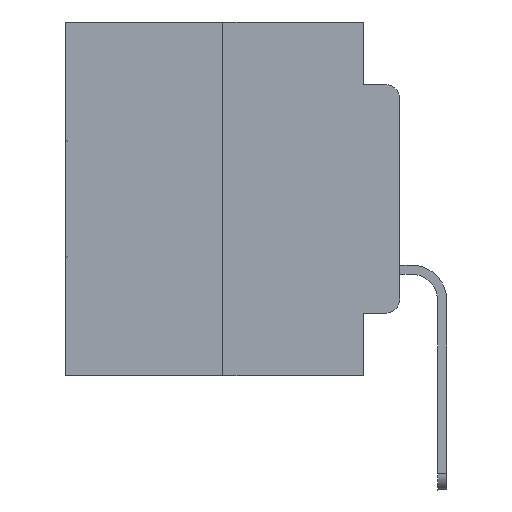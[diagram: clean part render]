
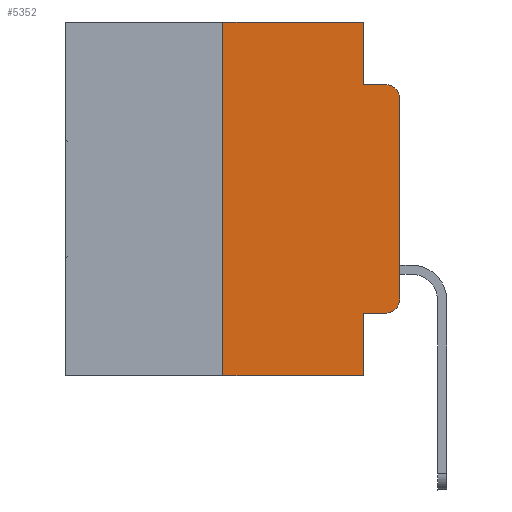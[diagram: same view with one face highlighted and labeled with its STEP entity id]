
A CAD part, left-side view. The second image highlights one B-rep face of the part: STEP entity #5352.
In plain terms, the highlighted planar face has unit normal (-1, 0, 0).
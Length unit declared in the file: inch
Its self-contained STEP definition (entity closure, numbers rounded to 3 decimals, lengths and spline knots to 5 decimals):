
#137 = VERTEX_POINT ( 'NONE', #15730 ) ;
#518 = DIRECTION ( 'NONE',  ( 0., 0., -1. ) ) ;
#1407 = EDGE_CURVE ( 'NONE', #137, #7574, #14353, .T. ) ;
#1658 = CARTESIAN_POINT ( 'NONE',  ( 0., 0., -0.1085 ) ) ;
#1661 = DIRECTION ( 'NONE',  ( 0., -1., 0. ) ) ;
#2023 = CARTESIAN_POINT ( 'NONE',  ( 0., 0.051, -0.4115 ) ) ;
#2379 = EDGE_CURVE ( 'NONE', #7474, #11417, #28003, .T. ) ;
#2458 = CARTESIAN_POINT ( 'NONE',  ( 0., 0., 0. ) ) ;
#2704 = ORIENTED_EDGE ( 'NONE', *, *, #2379, .T. ) ;
#3088 = CARTESIAN_POINT ( 'NONE',  ( 0., 0.02, -0.3915 ) ) ;
#3529 = CARTESIAN_POINT ( 'NONE',  ( 0., 0., -0.3915 ) ) ;
#3830 = CARTESIAN_POINT ( 'NONE',  ( 0., 0.473, 0. ) ) ;
#3903 = CIRCLE ( 'NONE', #20821, 0.02 ) ;
#4325 = EDGE_CURVE ( 'NONE', #11995, #25730, #3903, .T. ) ;
#4449 = AXIS2_PLACEMENT_3D ( 'NONE', #7033, #21274, #21577 ) ;
#4610 = ORIENTED_EDGE ( 'NONE', *, *, #8789, .T. ) ;
#4776 = DIRECTION ( 'NONE',  ( 0., -1., 0. ) ) ;
#4936 = CARTESIAN_POINT ( 'NONE',  ( 0., 0.02, -0.1085 ) ) ;
#5352 = ADVANCED_FACE ( 'NONE', ( #25542 ), #10037, .F. ) ;
#5416 = VECTOR ( 'NONE', #16627, 39.37008 ) ;
#5843 = CARTESIAN_POINT ( 'NONE',  ( 0., 0.25, 0. ) ) ;
#6055 = VECTOR ( 'NONE', #1661, 39.37008 ) ;
#7033 = CARTESIAN_POINT ( 'NONE',  ( 0., 0.473, 0. ) ) ;
#7474 = VERTEX_POINT ( 'NONE', #1658 ) ;
#7574 = VERTEX_POINT ( 'NONE', #13434 ) ;
#8246 = CARTESIAN_POINT ( 'NONE',  ( 0., 0.02, -0.4115 ) ) ;
#8789 = EDGE_CURVE ( 'NONE', #18664, #27460, #27262, .T. ) ;
#8946 = CARTESIAN_POINT ( 'NONE',  ( 0., 0.02, -0.0885 ) ) ;
#9049 = CARTESIAN_POINT ( 'NONE',  ( 0., 0.25, 0. ) ) ;
#9054 = ORIENTED_EDGE ( 'NONE', *, *, #28300, .F. ) ;
#9526 = ORIENTED_EDGE ( 'NONE', *, *, #25984, .F. ) ;
#9736 = EDGE_CURVE ( 'NONE', #25730, #7474, #25809, .T. ) ;
#10037 = PLANE ( 'NONE',  #4449 ) ;
#10376 = DIRECTION ( 'NONE',  ( 0., -1., 0. ) ) ;
#10434 = VECTOR ( 'NONE', #11673, 39.37008 ) ;
#11417 = VERTEX_POINT ( 'NONE', #8946 ) ;
#11673 = DIRECTION ( 'NONE',  ( 0., 0., 1. ) ) ;
#11995 = VERTEX_POINT ( 'NONE', #8246 ) ;
#13024 = DIRECTION ( 'NONE',  ( 0., -1., 0. ) ) ;
#13177 = LINE ( 'NONE', #3830, #17015 ) ;
#13434 = CARTESIAN_POINT ( 'NONE',  ( 0., 0.051, -0.0885 ) ) ;
#14353 = LINE ( 'NONE', #28341, #5416 ) ;
#14927 = CARTESIAN_POINT ( 'NONE',  ( 0., 0.051, -0.0885 ) ) ;
#15303 = EDGE_CURVE ( 'NONE', #7574, #11417, #28463, .T. ) ;
#15573 = DIRECTION ( 'NONE',  ( 0., 0., 1. ) ) ;
#15730 = CARTESIAN_POINT ( 'NONE',  ( 0., 0.051, 0. ) ) ;
#16627 = DIRECTION ( 'NONE',  ( 0., 0., -1. ) ) ;
#17015 = VECTOR ( 'NONE', #13024, 39.37008 ) ;
#17051 = VERTEX_POINT ( 'NONE', #2023 ) ;
#17054 = VECTOR ( 'NONE', #15573, 39.37008 ) ;
#17241 = ORIENTED_EDGE ( 'NONE', *, *, #4325, .T. ) ;
#17397 = VECTOR ( 'NONE', #518, 39.37008 ) ;
#18305 = LINE ( 'NONE', #9049, #17054 ) ;
#18664 = VERTEX_POINT ( 'NONE', #21523 ) ;
#19699 = VERTEX_POINT ( 'NONE', #5843 ) ;
#20586 = CARTESIAN_POINT ( 'NONE',  ( 0., 0.473, -0.5 ) ) ;
#20821 = AXIS2_PLACEMENT_3D ( 'NONE', #3088, #26736, #28875 ) ;
#21274 = DIRECTION ( 'NONE',  ( 1., 0., 0. ) ) ;
#21278 = LINE ( 'NONE', #28110, #17397 ) ;
#21523 = CARTESIAN_POINT ( 'NONE',  ( 0., 0.25, -0.5 ) ) ;
#21577 = DIRECTION ( 'NONE',  ( 0., 0., -1. ) ) ;
#22181 = AXIS2_PLACEMENT_3D ( 'NONE', #4936, #28448, #23265 ) ;
#22775 = VECTOR ( 'NONE', #4776, 39.37008 ) ;
#23247 = CARTESIAN_POINT ( 'NONE',  ( 0., 0.051, -0.4115 ) ) ;
#23265 = DIRECTION ( 'NONE',  ( 0., 0., -1. ) ) ;
#23499 = ORIENTED_EDGE ( 'NONE', *, *, #1407, .F. ) ;
#23529 = ORIENTED_EDGE ( 'NONE', *, *, #15303, .F. ) ;
#24000 = EDGE_CURVE ( 'NONE', #17051, #27460, #21278, .T. ) ;
#24339 = VECTOR ( 'NONE', #10376, 39.37008 ) ;
#24775 = CARTESIAN_POINT ( 'NONE',  ( 0., 0.051, -0.5 ) ) ;
#25101 = ORIENTED_EDGE ( 'NONE', *, *, #9736, .T. ) ;
#25240 = EDGE_CURVE ( 'NONE', #17051, #11995, #28431, .T. ) ;
#25542 = FACE_OUTER_BOUND ( 'NONE', #25548, .T. ) ;
#25548 = EDGE_LOOP ( 'NONE', ( #25101, #2704, #23529, #23499, #9526, #9054, #4610, #26465, #29001, #17241 ) ) ;
#25730 = VERTEX_POINT ( 'NONE', #3529 ) ;
#25809 = LINE ( 'NONE', #2458, #10434 ) ;
#25984 = EDGE_CURVE ( 'NONE', #19699, #137, #13177, .T. ) ;
#26465 = ORIENTED_EDGE ( 'NONE', *, *, #24000, .F. ) ;
#26736 = DIRECTION ( 'NONE',  ( -1., 0., 0. ) ) ;
#27262 = LINE ( 'NONE', #20586, #6055 ) ;
#27460 = VERTEX_POINT ( 'NONE', #24775 ) ;
#28003 = CIRCLE ( 'NONE', #22181, 0.02 ) ;
#28110 = CARTESIAN_POINT ( 'NONE',  ( 0., 0.051, 0. ) ) ;
#28300 = EDGE_CURVE ( 'NONE', #18664, #19699, #18305, .T. ) ;
#28341 = CARTESIAN_POINT ( 'NONE',  ( 0., 0.051, 0. ) ) ;
#28431 = LINE ( 'NONE', #23247, #22775 ) ;
#28448 = DIRECTION ( 'NONE',  ( -1., 0., 0. ) ) ;
#28463 = LINE ( 'NONE', #14927, #24339 ) ;
#28875 = DIRECTION ( 'NONE',  ( 0., 0., -1. ) ) ;
#29001 = ORIENTED_EDGE ( 'NONE', *, *, #25240, .T. ) ;
